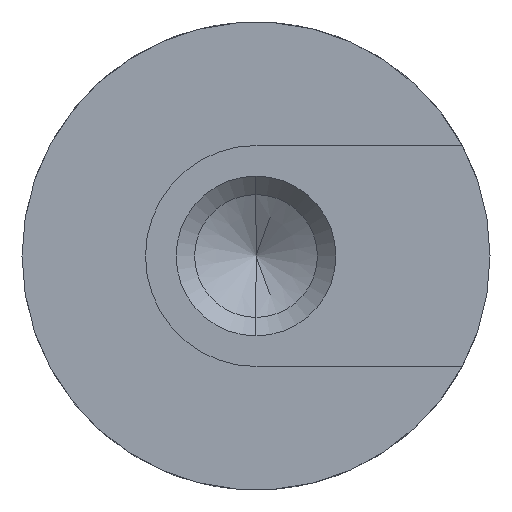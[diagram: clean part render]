
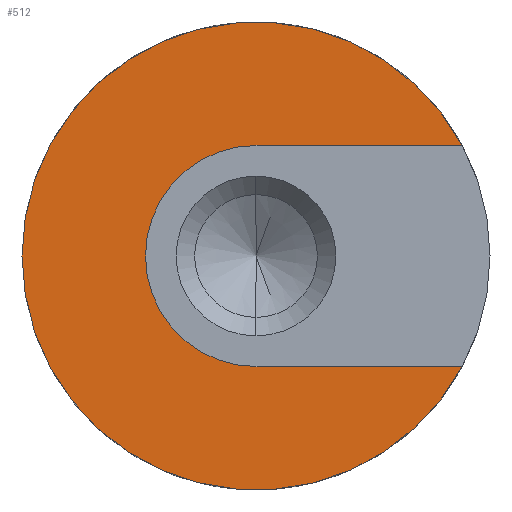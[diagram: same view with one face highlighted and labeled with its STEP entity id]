
A CAD part, left-side view. The second image highlights one B-rep face of the part: STEP entity #512.
In plain terms, the highlighted planar face has unit normal (-1, 0, 0).
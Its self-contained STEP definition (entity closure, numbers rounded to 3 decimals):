
#4 = VERTEX_POINT ( 'NONE', #896 ) ;
#5 = DIRECTION ( 'NONE',  ( 1., 0., 0. ) ) ;
#8 = CIRCLE ( 'NONE', #284, 4.499 ) ;
#20 = AXIS2_PLACEMENT_3D ( 'NONE', #623, #5, #764 ) ;
#47 = AXIS2_PLACEMENT_3D ( 'NONE', #468, #610, #132 ) ;
#59 = DIRECTION ( 'NONE',  ( -1., 0., 0. ) ) ;
#89 = VERTEX_POINT ( 'NONE', #142 ) ;
#100 = CARTESIAN_POINT ( 'NONE',  ( 0., 0., -4.499 ) ) ;
#127 = DIRECTION ( 'NONE',  ( -1., 0., 0. ) ) ;
#132 = DIRECTION ( 'NONE',  ( 0., 1., 0. ) ) ;
#140 = ORIENTED_EDGE ( 'NONE', *, *, #565, .F. ) ;
#142 = CARTESIAN_POINT ( 'NONE',  ( 0., -8.396, 4.499 ) ) ;
#173 = CARTESIAN_POINT ( 'NONE',  ( 0., 4.499, 0. ) ) ;
#221 = LINE ( 'NONE', #293, #611 ) ;
#232 = ORIENTED_EDGE ( 'NONE', *, *, #899, .F. ) ;
#235 = ORIENTED_EDGE ( 'NONE', *, *, #848, .F. ) ;
#268 = DIRECTION ( 'NONE',  ( 0., 1., 0. ) ) ;
#277 = CARTESIAN_POINT ( 'NONE',  ( 0., 9.525, 0. ) ) ;
#284 = AXIS2_PLACEMENT_3D ( 'NONE', #880, #829, #604 ) ;
#293 = CARTESIAN_POINT ( 'NONE',  ( 0., 0., -4.499 ) ) ;
#325 = CIRCLE ( 'NONE', #734, 4.499 ) ;
#405 = EDGE_LOOP ( 'NONE', ( #235, #140, #491, #417, #232, #534 ) ) ;
#407 = VERTEX_POINT ( 'NONE', #100 ) ;
#410 = DIRECTION ( 'NONE',  ( 0., -1., 0. ) ) ;
#417 = ORIENTED_EDGE ( 'NONE', *, *, #701, .F. ) ;
#468 = CARTESIAN_POINT ( 'NONE',  ( 0., 0., 0. ) ) ;
#491 = ORIENTED_EDGE ( 'NONE', *, *, #885, .F. ) ;
#500 = VERTEX_POINT ( 'NONE', #535 ) ;
#512 = ADVANCED_FACE ( 'NONE', ( #685 ), #887, .T. ) ;
#534 = ORIENTED_EDGE ( 'NONE', *, *, #582, .F. ) ;
#535 = CARTESIAN_POINT ( 'NONE',  ( 0., 9.525, 0. ) ) ;
#541 = VERTEX_POINT ( 'NONE', #620 ) ;
#564 = CIRCLE ( 'NONE', #47, 9.525 ) ;
#565 = EDGE_CURVE ( 'NONE', #500, #89, #766, .T. ) ;
#567 = DIRECTION ( 'NONE',  ( 0., -1., 0. ) ) ;
#582 = EDGE_CURVE ( 'NONE', #541, #753, #325, .T. ) ;
#604 = DIRECTION ( 'NONE',  ( 0., -1., 0. ) ) ;
#606 = DIRECTION ( 'NONE',  ( 0., -1., 0. ) ) ;
#610 = DIRECTION ( 'NONE',  ( 1., 0., 0. ) ) ;
#611 = VECTOR ( 'NONE', #567, 1000. ) ;
#620 = CARTESIAN_POINT ( 'NONE',  ( 0., 0., 4.499 ) ) ;
#623 = CARTESIAN_POINT ( 'NONE',  ( 0., 0., 0. ) ) ;
#682 = LINE ( 'NONE', #689, #724 ) ;
#685 = FACE_OUTER_BOUND ( 'NONE', #405, .T. ) ;
#689 = CARTESIAN_POINT ( 'NONE',  ( 0., 0., 4.499 ) ) ;
#701 = EDGE_CURVE ( 'NONE', #407, #4, #221, .T. ) ;
#724 = VECTOR ( 'NONE', #268, 1000. ) ;
#734 = AXIS2_PLACEMENT_3D ( 'NONE', #817, #127, #410 ) ;
#753 = VERTEX_POINT ( 'NONE', #173 ) ;
#764 = DIRECTION ( 'NONE',  ( 0., 1., 0. ) ) ;
#766 = CIRCLE ( 'NONE', #20, 9.525 ) ;
#817 = CARTESIAN_POINT ( 'NONE',  ( 0., 0., 0. ) ) ;
#829 = DIRECTION ( 'NONE',  ( -1., 0., 0. ) ) ;
#848 = EDGE_CURVE ( 'NONE', #89, #541, #682, .T. ) ;
#876 = AXIS2_PLACEMENT_3D ( 'NONE', #277, #59, #606 ) ;
#880 = CARTESIAN_POINT ( 'NONE',  ( 0., 0., 0. ) ) ;
#885 = EDGE_CURVE ( 'NONE', #4, #500, #564, .T. ) ;
#887 = PLANE ( 'NONE',  #876 ) ;
#896 = CARTESIAN_POINT ( 'NONE',  ( 0., -8.396, -4.499 ) ) ;
#899 = EDGE_CURVE ( 'NONE', #753, #407, #8, .T. ) ;
